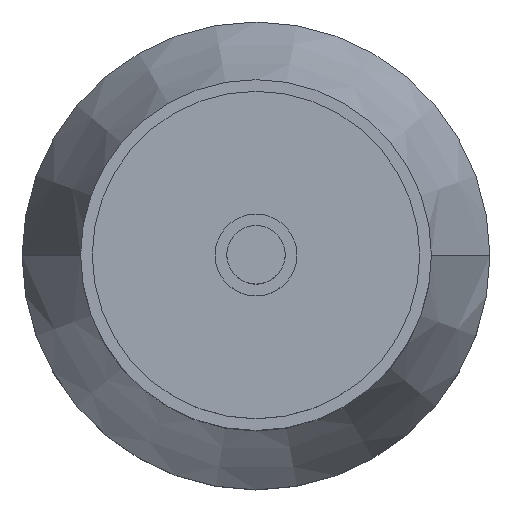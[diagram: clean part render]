
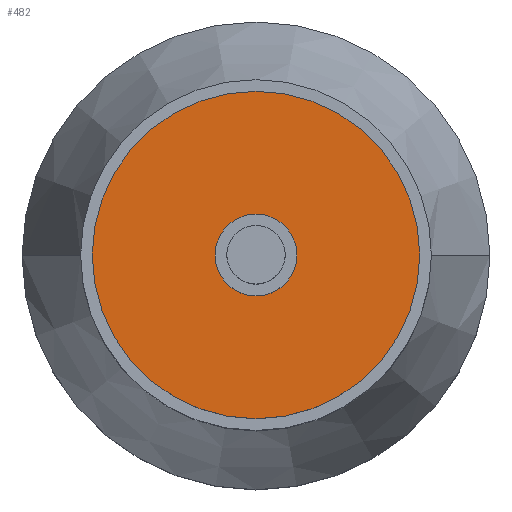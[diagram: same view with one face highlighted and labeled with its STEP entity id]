
A CAD part, top view. The second image highlights one B-rep face of the part: STEP entity #482.
In plain terms, the highlighted planar face has unit normal (0, 0, 1).
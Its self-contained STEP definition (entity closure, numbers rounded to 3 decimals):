
#151=CARTESIAN_POINT('',(0.,0.,52.));
#152=DIRECTION('',(0.,0.,1.));
#153=DIRECTION('',(1.,0.,0.));
#154=AXIS2_PLACEMENT_3D('',#151,#152,#153);
#156=CARTESIAN_POINT('',(0.,0.,52.));
#157=DIRECTION('',(0.,0.,1.));
#158=DIRECTION('',(-1.,0.,0.));
#159=AXIS2_PLACEMENT_3D('',#156,#157,#158);
#161=CARTESIAN_POINT('',(0.,0.,52.));
#162=DIRECTION('',(0.,0.,1.));
#163=DIRECTION('',(1.,0.,0.));
#164=AXIS2_PLACEMENT_3D('',#161,#162,#163);
#166=CARTESIAN_POINT('',(0.,0.,52.));
#167=DIRECTION('',(0.,0.,1.));
#168=DIRECTION('',(-1.,0.,0.));
#169=AXIS2_PLACEMENT_3D('',#166,#167,#168);
#233=CARTESIAN_POINT('',(14.,0.,52.));
#234=CARTESIAN_POINT('',(-14.,0.,52.));
#235=VERTEX_POINT('',#233);
#236=VERTEX_POINT('',#234);
#245=CARTESIAN_POINT('',(3.5,0.,52.));
#246=CARTESIAN_POINT('',(-3.5,0.,52.));
#247=VERTEX_POINT('',#245);
#248=VERTEX_POINT('',#246);
#467=CARTESIAN_POINT('',(0.,0.,52.));
#468=DIRECTION('',(0.,0.,1.));
#469=DIRECTION('',(1.,0.,0.));
#470=AXIS2_PLACEMENT_3D('',#467,#468,#469);
#471=PLANE('',#470);
#472=ORIENTED_EDGE('',*,*,#433,.F.);
#473=ORIENTED_EDGE('',*,*,#454,.F.);
#474=EDGE_LOOP('',(#472,#473));
#475=FACE_OUTER_BOUND('',#474,.F.);
#477=ORIENTED_EDGE('',*,*,#476,.T.);
#479=ORIENTED_EDGE('',*,*,#478,.T.);
#480=EDGE_LOOP('',(#477,#479));
#481=FACE_BOUND('',#480,.F.);
#482=ADVANCED_FACE('',(#475,#481),#471,.T.);
#155=CIRCLE('',#154,14.);
#160=CIRCLE('',#159,14.);
#165=CIRCLE('',#164,3.5);
#170=CIRCLE('',#169,3.5);
#433=EDGE_CURVE('',#235,#236,#155,.T.);
#454=EDGE_CURVE('',#236,#235,#160,.T.);
#476=EDGE_CURVE('',#247,#248,#165,.T.);
#478=EDGE_CURVE('',#248,#247,#170,.T.);
